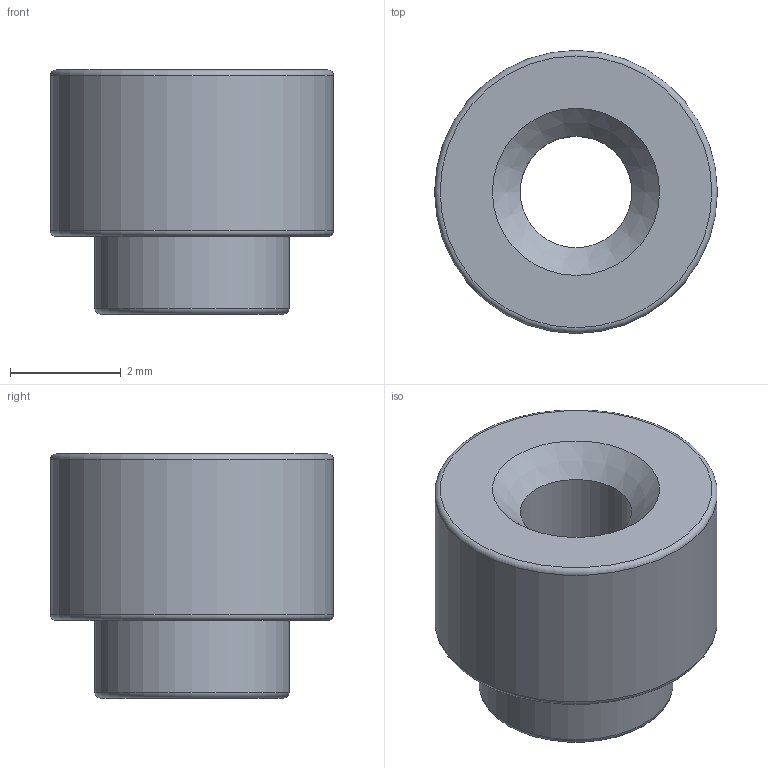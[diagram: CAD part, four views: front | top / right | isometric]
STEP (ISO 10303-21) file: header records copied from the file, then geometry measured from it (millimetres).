
FILE_DESCRIPTION(/* description */ (''),/* implementation_level */ '2;1');
FILE_NAME(/* name */ '9774030151R.step',/* time_stamp */ '2020-12-27T11:05:30-05:00',/* author */ (''),/* organization */ (''),/* preprocessor_version */ 'ST-DEVELOPER v18.1',/* originating_system */ 'Autodesk Translation Framework v9.7.1.1290',/* authorisation */ '');
FILE_SCHEMA (('AUTOMOTIVE_DESIGN { 1 0 10303 214 3 1 1 }'));
Length unit declared in the file: millimetre
Products named in the file (1): 9774030151R
Bounding box: 5.1 x 5.1 x 4.4 mm (x, y, z)
Volume: 59.7 mm3; surface area: 121.9 mm2
Topology: 1 solids, 1 shells, 11 faces, 20 edges, 12 vertices
Faces by surface type: cylinder 3, plane 3, torus 3, cone 2
Full cylindrical faces by diameter (mm): 2.013 x1, 3.5 x1, 5.1 x1
Entity records: 321 total; most frequent: DIRECTION 59, CARTESIAN_POINT 44, ORIENTED_EDGE 40, AXIS2_PLACEMENT_3D 27, EDGE_CURVE 20, CIRCLE 15, EDGE_LOOP 14, VERTEX_POINT 12
